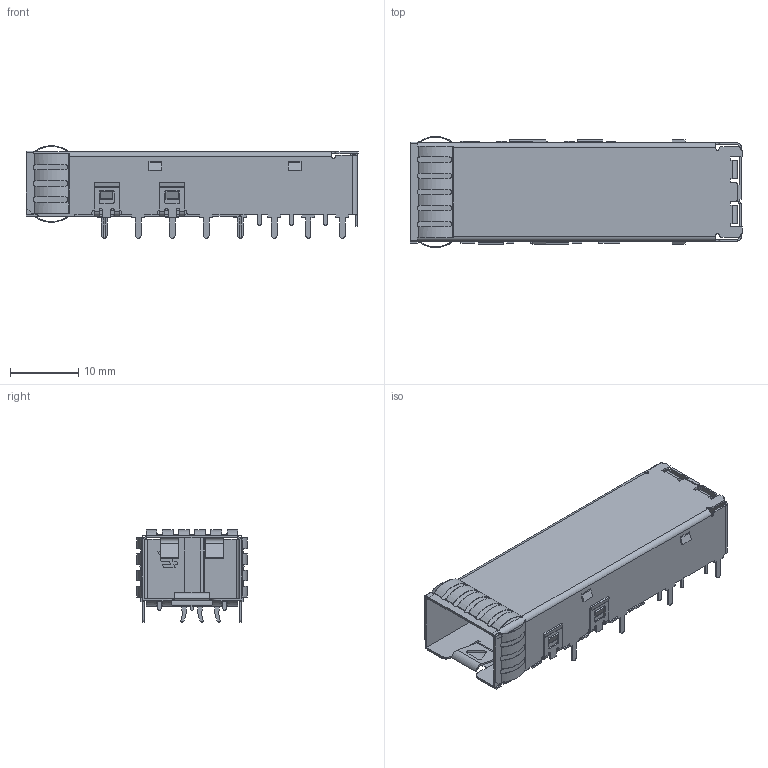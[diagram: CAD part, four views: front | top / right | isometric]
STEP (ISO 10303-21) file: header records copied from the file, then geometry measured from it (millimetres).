
FILE_DESCRIPTION(/* description */ (''),/* implementation_level */ '2;1');
FILE_NAME(/* name */ 'MOLEX_74737-0111.stp',/* time_stamp */ '2015-12-04T15:33:42+01:00',/* author */ ('bcivel'),/* organization */ (''),/* preprocessor_version */ 'ST-DEVELOPER v15.5',/* originating_system */ 'AutoCAD Mechanical',/* authorisation */ '');
FILE_SCHEMA (('AUTOMOTIVE_DESIGN { 1 0 10303 214 3 1 1 }'));
Length unit declared in the file: millimetre
Products named in the file (1): Product
Bounding box: 48.8 x 16.3 x 13.6 mm (x, y, z)
Volume: 568 mm3; surface area: 4868.6 mm2
Topology: 1 solids, 1 shells, 700 faces, 2215 edges, 1464 vertices
Faces by surface type: plane 444, cylinder 256
Entity records: 25269 total; most frequent: CARTESIAN_POINT 5308, ORIENTED_EDGE 4430, DIRECTION 3975, EDGE_CURVE 2215, LINE 1585, VECTOR 1585, VERTEX_POINT 1464, AXIS2_PLACEMENT_3D 1195
